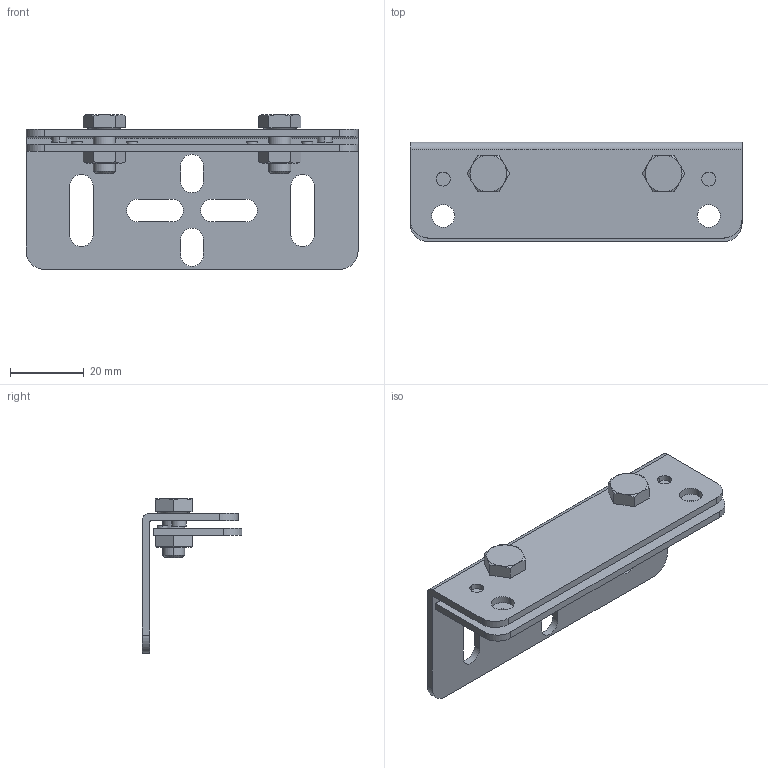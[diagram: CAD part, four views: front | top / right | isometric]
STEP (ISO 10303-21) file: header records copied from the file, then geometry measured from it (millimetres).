
FILE_DESCRIPTION((''),'2;1');
FILE_NAME('DM_CAD-1969_WCS_MONTA_SW0001','2014-06-18T',('creinig-se'),(''),'PRO/ENGINEER BY PARAMETRIC TECHNOLOGY CORPORATION, 2013050','PRO/ENGINEER BY PARAMETRIC TECHNOLOGY CORPORATION, 2013050','');
FILE_SCHEMA(('CONFIG_CONTROL_DESIGN'));
Length unit declared in the file: millimetre
Products named in the file (1): DM_CAD-1969_WCS_MONTA_SW0001
Bounding box: 90 x 27 x 42 mm (x, y, z)
Volume: 15499.9 mm3; surface area: 16565.5 mm2
Topology: 1 solids, 1 shells, 152 faces, 370 edges, 240 vertices
Faces by surface type: plane 68, cylinder 60, cone 20, torus 4
Entity records: 5849 total; most frequent: CARTESIAN_POINT 1134, DIRECTION 790, ORIENTED_EDGE 740, EDGE_CURVE 370, AXIS2_PLACEMENT_3D 304, VERTEX_POINT 240, EDGE_LOOP 198, VECTOR 182
